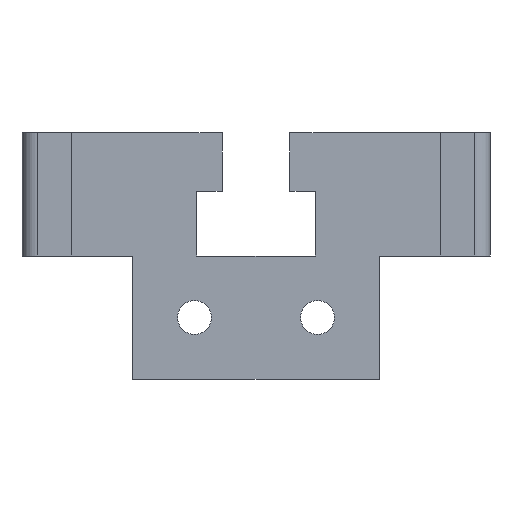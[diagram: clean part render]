
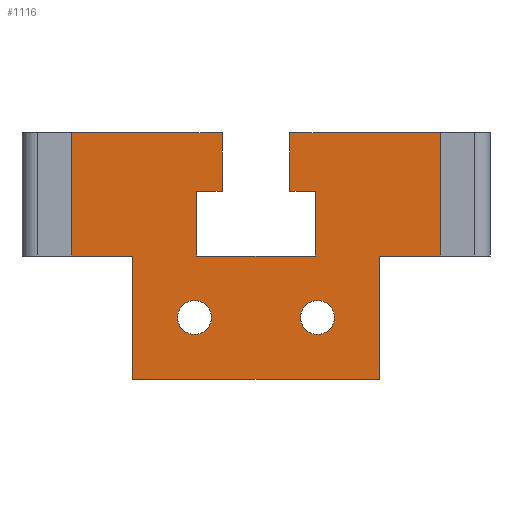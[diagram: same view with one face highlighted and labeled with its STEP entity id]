
A CAD part, front view. The second image highlights one B-rep face of the part: STEP entity #1116.
In plain terms, the highlighted planar face has unit normal (0, -1, 0).
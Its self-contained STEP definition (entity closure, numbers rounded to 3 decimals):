
#19=FACE_BOUND('',#129,.T.);
#20=FACE_BOUND('',#130,.T.);
#27=CIRCLE('',#1189,2.75);
#28=CIRCLE('',#1190,2.75);
#70=FACE_OUTER_BOUND('',#128,.T.);
#128=EDGE_LOOP('',(#863,#864,#865,#866,#867,#868,#869,#870,#871,#872,#873,
#874,#875,#876,#877,#878));
#129=EDGE_LOOP('',(#879));
#130=EDGE_LOOP('',(#880));
#233=LINE('',#1657,#381);
#236=LINE('',#1663,#384);
#239=LINE('',#1669,#387);
#242=LINE('',#1675,#390);
#246=LINE('',#1684,#394);
#249=LINE('',#1690,#397);
#252=LINE('',#1694,#400);
#253=LINE('',#1697,#401);
#254=LINE('',#1699,#402);
#255=LINE('',#1701,#403);
#256=LINE('',#1703,#404);
#257=LINE('',#1705,#405);
#258=LINE('',#1707,#406);
#259=LINE('',#1709,#407);
#260=LINE('',#1711,#408);
#261=LINE('',#1712,#409);
#381=VECTOR('',#1353,10.);
#384=VECTOR('',#1358,10.);
#387=VECTOR('',#1363,10.);
#390=VECTOR('',#1368,10.);
#394=VECTOR('',#1374,10.);
#397=VECTOR('',#1379,10.);
#400=VECTOR('',#1384,10.);
#401=VECTOR('',#1387,10.);
#402=VECTOR('',#1388,10.);
#403=VECTOR('',#1389,10.);
#404=VECTOR('',#1390,10.);
#405=VECTOR('',#1391,10.);
#406=VECTOR('',#1392,10.);
#407=VECTOR('',#1393,10.);
#408=VECTOR('',#1394,10.);
#409=VECTOR('',#1395,10.);
#505=VERTEX_POINT('',#1654);
#506=VERTEX_POINT('',#1656);
#508=VERTEX_POINT('',#1662);
#510=VERTEX_POINT('',#1668);
#512=VERTEX_POINT('',#1674);
#515=VERTEX_POINT('',#1681);
#516=VERTEX_POINT('',#1683);
#518=VERTEX_POINT('',#1689);
#519=VERTEX_POINT('',#1696);
#520=VERTEX_POINT('',#1698);
#521=VERTEX_POINT('',#1700);
#522=VERTEX_POINT('',#1702);
#523=VERTEX_POINT('',#1704);
#524=VERTEX_POINT('',#1706);
#525=VERTEX_POINT('',#1708);
#526=VERTEX_POINT('',#1710);
#527=VERTEX_POINT('',#1713);
#528=VERTEX_POINT('',#1715);
#633=EDGE_CURVE('',#506,#505,#233,.T.);
#636=EDGE_CURVE('',#508,#506,#236,.T.);
#639=EDGE_CURVE('',#510,#508,#239,.T.);
#642=EDGE_CURVE('',#512,#510,#242,.T.);
#646=EDGE_CURVE('',#516,#515,#246,.T.);
#649=EDGE_CURVE('',#518,#516,#249,.T.);
#652=EDGE_CURVE('',#505,#518,#252,.T.);
#653=EDGE_CURVE('',#515,#519,#253,.T.);
#654=EDGE_CURVE('',#519,#520,#254,.T.);
#655=EDGE_CURVE('',#520,#521,#255,.T.);
#656=EDGE_CURVE('',#521,#522,#256,.T.);
#657=EDGE_CURVE('',#522,#523,#257,.T.);
#658=EDGE_CURVE('',#523,#524,#258,.T.);
#659=EDGE_CURVE('',#524,#525,#259,.T.);
#660=EDGE_CURVE('',#525,#526,#260,.T.);
#661=EDGE_CURVE('',#526,#512,#261,.T.);
#662=EDGE_CURVE('',#527,#527,#27,.T.);
#663=EDGE_CURVE('',#528,#528,#28,.T.);
#863=ORIENTED_EDGE('',*,*,#642,.T.);
#864=ORIENTED_EDGE('',*,*,#639,.T.);
#865=ORIENTED_EDGE('',*,*,#636,.T.);
#866=ORIENTED_EDGE('',*,*,#633,.T.);
#867=ORIENTED_EDGE('',*,*,#652,.T.);
#868=ORIENTED_EDGE('',*,*,#649,.T.);
#869=ORIENTED_EDGE('',*,*,#646,.T.);
#870=ORIENTED_EDGE('',*,*,#653,.T.);
#871=ORIENTED_EDGE('',*,*,#654,.T.);
#872=ORIENTED_EDGE('',*,*,#655,.T.);
#873=ORIENTED_EDGE('',*,*,#656,.T.);
#874=ORIENTED_EDGE('',*,*,#657,.T.);
#875=ORIENTED_EDGE('',*,*,#658,.T.);
#876=ORIENTED_EDGE('',*,*,#659,.T.);
#877=ORIENTED_EDGE('',*,*,#660,.T.);
#878=ORIENTED_EDGE('',*,*,#661,.T.);
#879=ORIENTED_EDGE('',*,*,#662,.T.);
#880=ORIENTED_EDGE('',*,*,#663,.T.);
#1062=PLANE('',#1188);
#1116=ADVANCED_FACE('',(#70,#19,#20),#1062,.T.);
#1188=AXIS2_PLACEMENT_3D('',#1695,#1385,#1386);
#1189=AXIS2_PLACEMENT_3D('',#1714,#1396,#1397);
#1190=AXIS2_PLACEMENT_3D('',#1716,#1398,#1399);
#1353=DIRECTION('',(-1.,0.,0.));
#1358=DIRECTION('',(0.,0.,-1.));
#1363=DIRECTION('',(1.,0.,0.));
#1368=DIRECTION('',(0.,0.,-1.));
#1374=DIRECTION('',(0.,0.,1.));
#1379=DIRECTION('',(1.,0.,0.));
#1384=DIRECTION('',(0.,0.,1.));
#1385=DIRECTION('center_axis',(0.,-1.,0.));
#1386=DIRECTION('ref_axis',(0.,0.,-1.));
#1387=DIRECTION('',(-1.,0.,0.));
#1388=DIRECTION('',(0.,0.,-1.));
#1389=DIRECTION('',(1.,0.,0.));
#1390=DIRECTION('',(0.,0.,-1.));
#1391=DIRECTION('',(1.,0.,0.));
#1392=DIRECTION('',(0.,0.,1.));
#1393=DIRECTION('',(1.,0.,0.));
#1394=DIRECTION('',(0.,0.,1.));
#1395=DIRECTION('',(-1.,0.,0.));
#1396=DIRECTION('center_axis',(0.,1.,0.));
#1397=DIRECTION('ref_axis',(0.,0.,-1.));
#1398=DIRECTION('center_axis',(0.,1.,0.));
#1399=DIRECTION('ref_axis',(0.,0.,-1.));
#1654=CARTESIAN_POINT('',(-9.65,-8.,0.));
#1656=CARTESIAN_POINT('',(9.65,-8.,0.));
#1657=CARTESIAN_POINT('',(4.825,-8.,0.));
#1662=CARTESIAN_POINT('',(9.65,-8.,10.5));
#1663=CARTESIAN_POINT('',(9.65,-8.,5.25));
#1668=CARTESIAN_POINT('',(5.5,-8.,10.5));
#1669=CARTESIAN_POINT('',(2.75,-8.,10.5));
#1674=CARTESIAN_POINT('',(5.5,-8.,20.));
#1675=CARTESIAN_POINT('',(5.5,-8.,10.));
#1681=CARTESIAN_POINT('',(-5.5,-8.,20.));
#1683=CARTESIAN_POINT('',(-5.5,-8.,10.5));
#1684=CARTESIAN_POINT('',(-5.5,-8.,5.25));
#1689=CARTESIAN_POINT('',(-9.65,-8.,10.5));
#1690=CARTESIAN_POINT('',(-4.825,-8.,10.5));
#1694=CARTESIAN_POINT('',(-9.65,-8.,0.));
#1695=CARTESIAN_POINT('Origin',(0.,-8.,0.));
#1696=CARTESIAN_POINT('',(-30.,-8.,20.));
#1697=CARTESIAN_POINT('',(0.,-8.,20.));
#1698=CARTESIAN_POINT('',(-30.,-8.,0.));
#1699=CARTESIAN_POINT('',(-30.,-8.,20.));
#1700=CARTESIAN_POINT('',(-20.,-8.,0.));
#1701=CARTESIAN_POINT('',(-30.,-8.,0.));
#1702=CARTESIAN_POINT('',(-20.,-8.,-20.));
#1703=CARTESIAN_POINT('',(-20.,-8.,0.));
#1704=CARTESIAN_POINT('',(20.,-8.,-20.));
#1705=CARTESIAN_POINT('',(-20.,-8.,-20.));
#1706=CARTESIAN_POINT('',(20.,-8.,0.));
#1707=CARTESIAN_POINT('',(20.,-8.,0.));
#1708=CARTESIAN_POINT('',(30.,-8.,0.));
#1709=CARTESIAN_POINT('',(30.,-8.,0.));
#1710=CARTESIAN_POINT('',(30.,-8.,20.));
#1711=CARTESIAN_POINT('',(30.,-8.,20.));
#1712=CARTESIAN_POINT('',(0.,-8.,20.));
#1713=CARTESIAN_POINT('',(-10.,-8.,-7.25));
#1714=CARTESIAN_POINT('Origin',(-10.,-8.,-10.));
#1715=CARTESIAN_POINT('',(10.,-8.,-7.25));
#1716=CARTESIAN_POINT('Origin',(10.,-8.,-10.));
